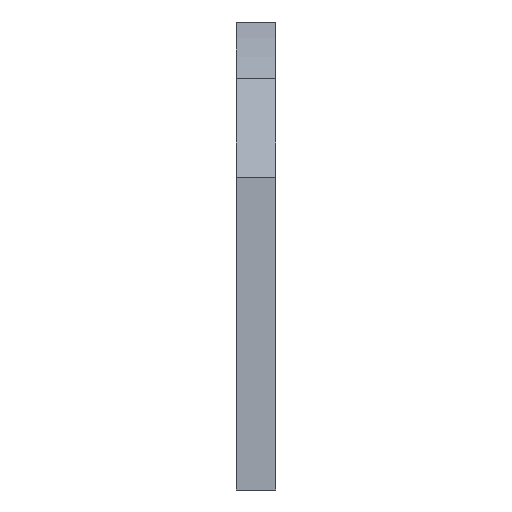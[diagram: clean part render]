
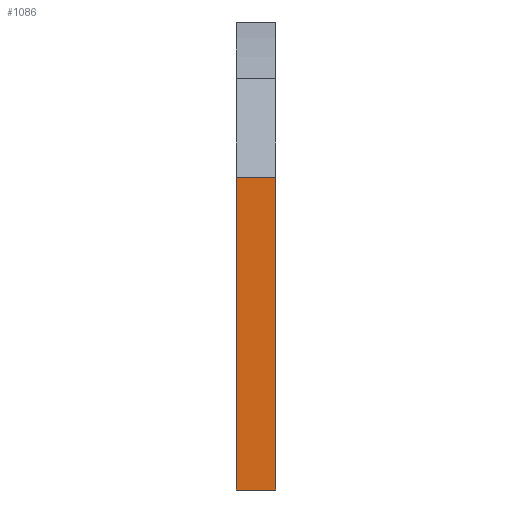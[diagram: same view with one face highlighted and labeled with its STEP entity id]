
A CAD part, left-side view. The second image highlights one B-rep face of the part: STEP entity #1086.
In plain terms, the highlighted planar face has unit normal (-1, 0, 0).
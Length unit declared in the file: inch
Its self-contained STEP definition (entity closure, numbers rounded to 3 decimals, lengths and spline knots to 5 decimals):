
#24=LINE('',#1606,#40);
#25=LINE('',#1609,#41);
#32=LINE('',#1716,#48);
#35=LINE('',#1850,#51);
#40=VECTOR('',#1280,0.3937);
#41=VECTOR('',#1283,0.3937);
#48=VECTOR('',#1386,0.3937);
#51=VECTOR('',#1561,0.3937);
#60=PLANE('',#1248);
#246=FACE_OUTER_BOUND('',#432,.T.);
#432=EDGE_LOOP('',(#961,#962,#963,#964));
#556=VERTEX_POINT('',#1600);
#558=VERTEX_POINT('',#1604);
#559=VERTEX_POINT('',#1608);
#611=VERTEX_POINT('',#1714);
#664=EDGE_CURVE('',#556,#558,#24,.T.);
#665=EDGE_CURVE('',#559,#556,#25,.T.);
#719=EDGE_CURVE('',#611,#558,#32,.T.);
#767=EDGE_CURVE('',#559,#611,#35,.T.);
#961=ORIENTED_EDGE('',*,*,#664,.T.);
#962=ORIENTED_EDGE('',*,*,#719,.F.);
#963=ORIENTED_EDGE('',*,*,#767,.F.);
#964=ORIENTED_EDGE('',*,*,#665,.T.);
#1086=ADVANCED_FACE('',(#246),#60,.T.);
#1248=AXIS2_PLACEMENT_3D('',#1849,#1559,#1560);
#1280=DIRECTION('',(0.,1.,0.));
#1283=DIRECTION('',(0.,0.,1.));
#1386=DIRECTION('',(0.,0.,1.));
#1559=DIRECTION('center_axis',(-1.,0.,0.));
#1560=DIRECTION('ref_axis',(0.,0.,1.));
#1561=DIRECTION('',(0.,1.,0.));
#1600=CARTESIAN_POINT('',(-2.75,0.,1.00999));
#1604=CARTESIAN_POINT('',(-2.75,0.5,1.00999));
#1606=CARTESIAN_POINT('',(-2.75,0.25,1.00999));
#1608=CARTESIAN_POINT('',(-2.75,0.,-3.));
#1609=CARTESIAN_POINT('',(-2.75,0.,-3.));
#1714=CARTESIAN_POINT('',(-2.75,0.5,-3.));
#1716=CARTESIAN_POINT('',(-2.75,0.5,-3.));
#1849=CARTESIAN_POINT('Origin',(-2.75,0.,-3.));
#1850=CARTESIAN_POINT('',(-2.75,0.,-3.));
